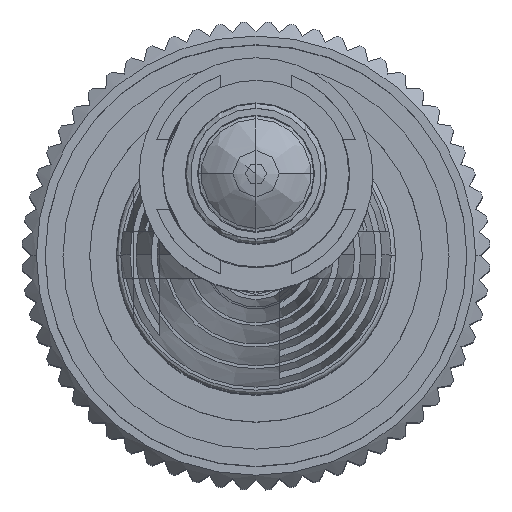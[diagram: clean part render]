
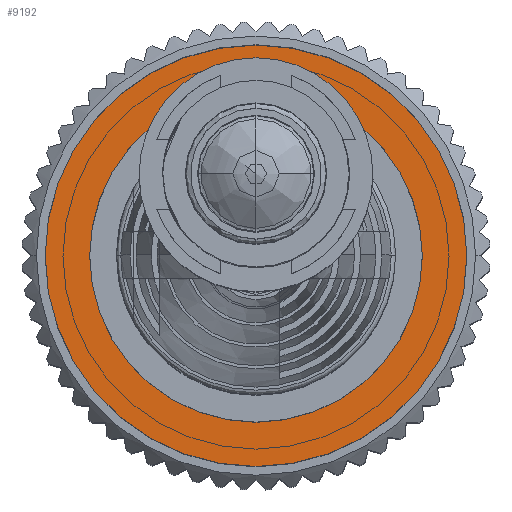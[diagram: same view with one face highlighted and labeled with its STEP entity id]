
A CAD part, top view. The second image highlights one B-rep face of the part: STEP entity #9192.
In plain terms, the highlighted planar face has unit normal (0, 0, 1).
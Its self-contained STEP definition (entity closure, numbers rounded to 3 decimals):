
#332 = AXIS2_PLACEMENT_3D ( 'NONE', #5219, #19676, #17870 ) ;
#1631 = DIRECTION ( 'NONE',  ( 0., 0., -1. ) ) ;
#1699 = ORIENTED_EDGE ( 'NONE', *, *, #7793, .F. ) ;
#1919 = DIRECTION ( 'NONE',  ( 0., 0., -1. ) ) ;
#2816 = EDGE_LOOP ( 'NONE', ( #1699, #9394 ) ) ;
#3138 = CARTESIAN_POINT ( 'NONE',  ( 2.54, 0., -496.05 ) ) ;
#3924 = FACE_BOUND ( 'NONE', #7573, .T. ) ;
#4562 = VERTEX_POINT ( 'NONE', #18783 ) ;
#5137 = DIRECTION ( 'NONE',  ( -1., 0., 0. ) ) ;
#5219 = CARTESIAN_POINT ( 'NONE',  ( 0., 4.508, -496.05 ) ) ;
#6420 = FACE_OUTER_BOUND ( 'NONE', #2816, .T. ) ;
#6734 = CIRCLE ( 'NONE', #10446, 2.54 ) ;
#7573 = EDGE_LOOP ( 'NONE', ( #17634, #18054 ) ) ;
#7793 = EDGE_CURVE ( 'NONE', #10773, #19221, #14631, .T. ) ;
#8372 = PLANE ( 'NONE',  #332 ) ;
#8686 = AXIS2_PLACEMENT_3D ( 'NONE', #20293, #1631, #9577 ) ;
#9192 = ADVANCED_FACE ( 'NONE', ( #6420, #3924 ), #8372, .F. ) ;
#9394 = ORIENTED_EDGE ( 'NONE', *, *, #9815, .F. ) ;
#9577 = DIRECTION ( 'NONE',  ( -1., 0., 0. ) ) ;
#9606 = DIRECTION ( 'NONE',  ( -1., 0., 0. ) ) ;
#9815 = EDGE_CURVE ( 'NONE', #19221, #10773, #13567, .T. ) ;
#10446 = AXIS2_PLACEMENT_3D ( 'NONE', #19378, #1919, #19171 ) ;
#10773 = VERTEX_POINT ( 'NONE', #12042 ) ;
#11116 = DIRECTION ( 'NONE',  ( 0., 0., -1. ) ) ;
#12042 = CARTESIAN_POINT ( 'NONE',  ( -4.508, 0., -496.05 ) ) ;
#12832 = EDGE_CURVE ( 'NONE', #4562, #13184, #6734, .T. ) ;
#13184 = VERTEX_POINT ( 'NONE', #3138 ) ;
#13567 = CIRCLE ( 'NONE', #8686, 4.508 ) ;
#14077 = AXIS2_PLACEMENT_3D ( 'NONE', #17793, #11116, #9606 ) ;
#14174 = AXIS2_PLACEMENT_3D ( 'NONE', #19311, #14425, #5137 ) ;
#14379 = EDGE_CURVE ( 'NONE', #13184, #4562, #19055, .T. ) ;
#14425 = DIRECTION ( 'NONE',  ( 0., 0., -1. ) ) ;
#14631 = CIRCLE ( 'NONE', #14077, 4.508 ) ;
#17634 = ORIENTED_EDGE ( 'NONE', *, *, #12832, .T. ) ;
#17793 = CARTESIAN_POINT ( 'NONE',  ( 0., 0., -496.05 ) ) ;
#17870 = DIRECTION ( 'NONE',  ( -1., 0., 0. ) ) ;
#18054 = ORIENTED_EDGE ( 'NONE', *, *, #14379, .T. ) ;
#18783 = CARTESIAN_POINT ( 'NONE',  ( -2.54, 0., -496.05 ) ) ;
#19055 = CIRCLE ( 'NONE', #14174, 2.54 ) ;
#19171 = DIRECTION ( 'NONE',  ( -1., 0., 0. ) ) ;
#19221 = VERTEX_POINT ( 'NONE', #19618 ) ;
#19311 = CARTESIAN_POINT ( 'NONE',  ( 0., 0., -496.05 ) ) ;
#19378 = CARTESIAN_POINT ( 'NONE',  ( 0., 0., -496.05 ) ) ;
#19618 = CARTESIAN_POINT ( 'NONE',  ( 4.509, 0., -496.05 ) ) ;
#19676 = DIRECTION ( 'NONE',  ( 0., 0., -1. ) ) ;
#20293 = CARTESIAN_POINT ( 'NONE',  ( 0., 0., -496.05 ) ) ;
